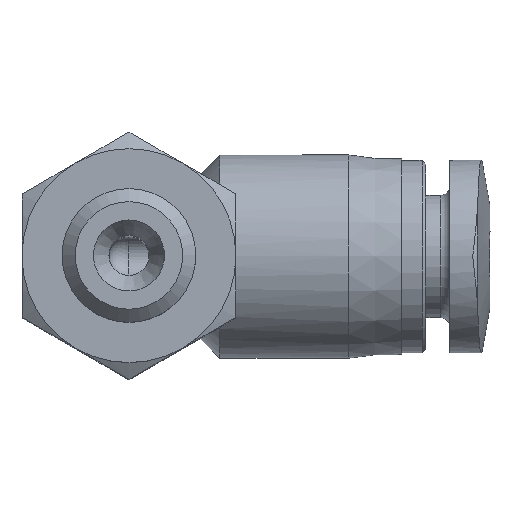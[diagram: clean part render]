
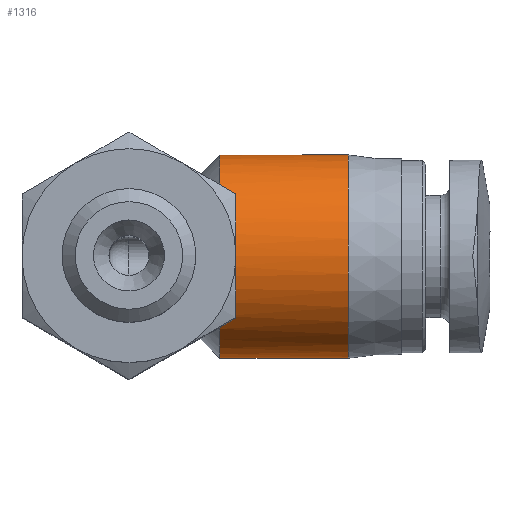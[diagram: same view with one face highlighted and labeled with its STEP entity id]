
A CAD part, top view. The second image highlights one B-rep face of the part: STEP entity #1316.
In plain terms, the highlighted cylindrical face has radius 3.8 mm (diameter 7.6 mm), a full revolution.
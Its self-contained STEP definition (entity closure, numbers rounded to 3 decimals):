
#27=ELLIPSE('',#1385,5.374,3.8);
#36=CYLINDRICAL_SURFACE('',#1427,3.8);
#126=LINE('',#2076,#146);
#127=LINE('',#2078,#147);
#146=VECTOR('',#1652,1000.);
#147=VECTOR('',#1653,1000.);
#322=ORIENTED_EDGE('',*,*,#501,.F.);
#323=ORIENTED_EDGE('',*,*,#502,.F.);
#324=ORIENTED_EDGE('',*,*,#445,.T.);
#325=ORIENTED_EDGE('',*,*,#453,.T.);
#326=ORIENTED_EDGE('',*,*,#447,.T.);
#327=ORIENTED_EDGE('',*,*,#503,.T.);
#328=ORIENTED_EDGE('',*,*,#504,.T.);
#445=EDGE_CURVE('',#558,#559,#626,.T.);
#447=EDGE_CURVE('',#561,#560,#627,.T.);
#453=EDGE_CURVE('',#559,#561,#27,.F.);
#501=EDGE_CURVE('',#594,#594,#647,.T.);
#502=EDGE_CURVE('',#558,#595,#126,.T.);
#503=EDGE_CURVE('',#560,#596,#127,.T.);
#504=EDGE_CURVE('',#596,#595,#648,.T.);
#558=VERTEX_POINT('',#1873);
#559=VERTEX_POINT('',#1878);
#560=VERTEX_POINT('',#1885);
#561=VERTEX_POINT('',#1887);
#594=VERTEX_POINT('',#2075);
#595=VERTEX_POINT('',#2077);
#596=VERTEX_POINT('',#2079);
#626=CIRCLE('',#1379,3.8);
#627=CIRCLE('',#1381,3.8);
#647=CIRCLE('',#1428,3.8);
#648=CIRCLE('',#1429,3.8);
#711=EDGE_LOOP('',(#322));
#712=EDGE_LOOP('',(#323,#324,#325,#326,#327,#328));
#795=FACE_BOUND('',#711,.T.);
#796=FACE_BOUND('',#712,.T.);
#1316=ADVANCED_FACE('',(#795,#796),#36,.T.);
#1379=AXIS2_PLACEMENT_3D('',#1879,#1544,#1545);
#1381=AXIS2_PLACEMENT_3D('',#1886,#1548,#1549);
#1385=AXIS2_PLACEMENT_3D('',#1900,#1558,#1559);
#1427=AXIS2_PLACEMENT_3D('',#2073,#1648,#1649);
#1428=AXIS2_PLACEMENT_3D('',#2074,#1650,#1651);
#1429=AXIS2_PLACEMENT_3D('',#2080,#1654,#1655);
#1544=DIRECTION('',(1.,0.,0.));
#1545=DIRECTION('',(0.,0.,-1.));
#1548=DIRECTION('',(1.,0.,0.));
#1549=DIRECTION('',(0.,0.,-1.));
#1558=DIRECTION('',(-0.707,0.,0.707));
#1559=DIRECTION('',(0.707,0.,0.707));
#1648=DIRECTION('',(1.,0.,0.));
#1649=DIRECTION('',(0.,0.,-1.));
#1650=DIRECTION('',(1.,0.,0.));
#1651=DIRECTION('',(0.,0.,-1.));
#1652=DIRECTION('',(-1.,0.,0.));
#1653=DIRECTION('',(-1.,0.,0.));
#1654=DIRECTION('',(1.,0.,0.));
#1655=DIRECTION('',(0.,0.,-1.));
#1873=CARTESIAN_POINT('',(3.4,0.75,-3.725));
#1878=CARTESIAN_POINT('',(3.4,1.697,3.4));
#1879=CARTESIAN_POINT('',(3.4,0.,0.));
#1885=CARTESIAN_POINT('',(3.4,-0.75,-3.725));
#1886=CARTESIAN_POINT('',(3.4,0.,0.));
#1887=CARTESIAN_POINT('',(3.4,-1.697,3.4));
#1900=CARTESIAN_POINT('',(0.,0.,0.));
#2073=CARTESIAN_POINT('',(13.5,0.,0.));
#2074=CARTESIAN_POINT('',(8.2,0.,0.));
#2075=CARTESIAN_POINT('',(8.2,0.,-3.8));
#2076=CARTESIAN_POINT('',(3.4,0.75,-3.725));
#2077=CARTESIAN_POINT('',(0.,0.75,-3.725));
#2078=CARTESIAN_POINT('',(3.4,-0.75,-3.725));
#2079=CARTESIAN_POINT('',(0.,-0.75,-3.725));
#2080=CARTESIAN_POINT('',(0.,0.,0.));
